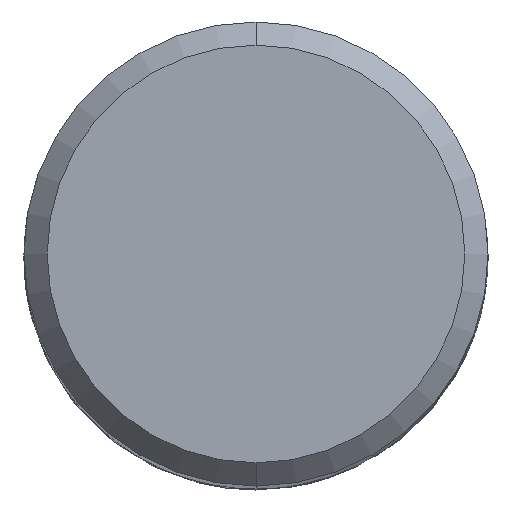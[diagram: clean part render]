
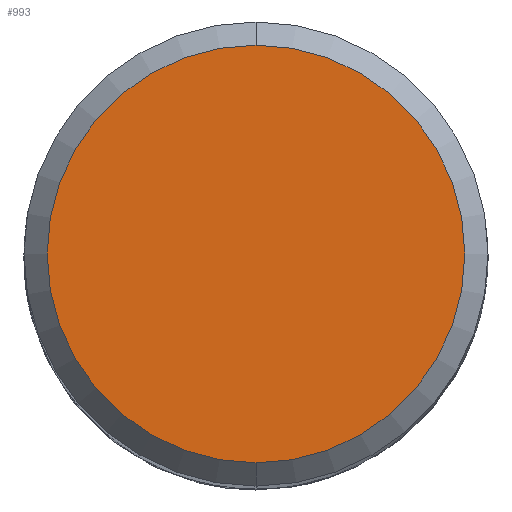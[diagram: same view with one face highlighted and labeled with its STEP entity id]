
A CAD part, top view. The second image highlights one B-rep face of the part: STEP entity #993.
In plain terms, the highlighted planar face has unit normal (0, 0, 1).
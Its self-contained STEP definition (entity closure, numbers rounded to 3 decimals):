
#599=VERTEX_POINT('',#1311);
#657=VERTEX_POINT('',#1372);
#721=EDGE_CURVE('',#599,#657,#1444,.T.);
#841=EDGE_CURVE('',#657,#599,#1574,.T.);
#993=ADVANCED_FACE('',(#1743),#1744,.T.);
#1311=CARTESIAN_POINT('',(0.,-7.2,0.0));
#1372=CARTESIAN_POINT('',(0.0,7.2,0.0));
#1444=CIRCLE('',#5900,7.2);
#1574=CIRCLE('',#7120,7.2);
#1743=FACE_OUTER_BOUND('',#9828,.T.);
#1744=PLANE('',#9829);
#5900=AXIS2_PLACEMENT_3D('',#10558,#10559,#10560);
#7120=AXIS2_PLACEMENT_3D('',#10719,#10720,#10721);
#9828=EDGE_LOOP('',(#10894,#10895));
#9829=AXIS2_PLACEMENT_3D('',#10896,#10897,#10898);
#10558=CARTESIAN_POINT('',(0.0,0.0,0.0));
#10559=DIRECTION('',(0.0,0.0,-1.0));
#10560=DIRECTION('',(0.0,1.0,0.0));
#10719=CARTESIAN_POINT('',(0.0,0.0,0.0));
#10720=DIRECTION('',(0.0,0.0,-1.0));
#10721=DIRECTION('',(0.0,1.0,0.0));
#10894=ORIENTED_EDGE('',*,*,#841,.F.);
#10895=ORIENTED_EDGE('',*,*,#721,.F.);
#10896=CARTESIAN_POINT('',(0.0,3.6,0.0));
#10897=DIRECTION('',(-0.0,0.0,1.0));
#10898=DIRECTION('',(0.0,-1.0,0.0));
